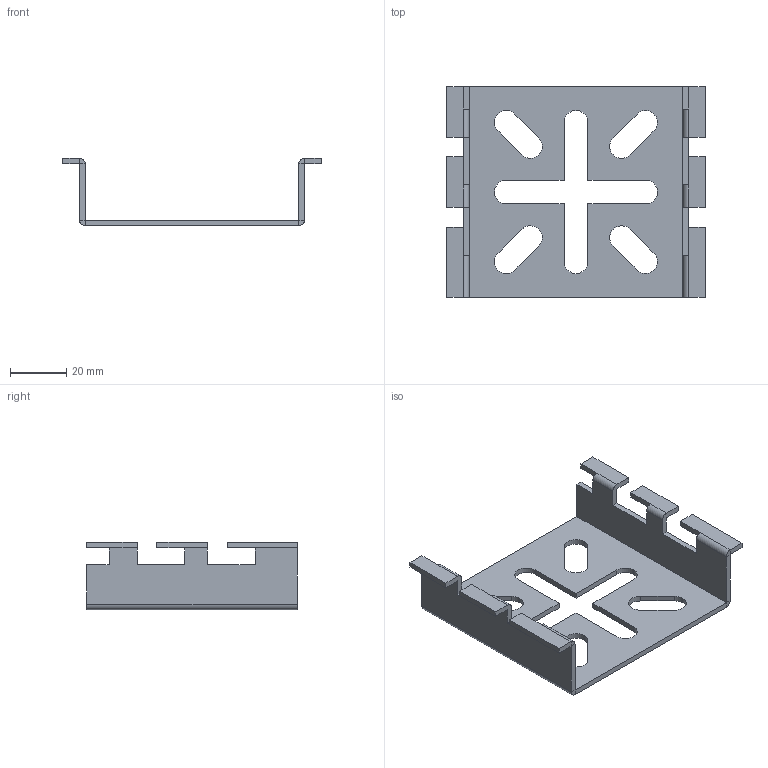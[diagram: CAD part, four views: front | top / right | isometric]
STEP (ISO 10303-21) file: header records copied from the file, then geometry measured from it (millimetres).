
FILE_DESCRIPTION (( 'STEP AP214' ), '1' );
FILE_NAME ('LC-SPB_3D.step', '2023-05-09T16:29:43', ( '' ), ( '' ), 'SwSTEP 2.0', 'SolidWorks 2022', '' );
FILE_SCHEMA (( 'AUTOMOTIVE_DESIGN' ));
Length unit declared in the file: millimetre
Products named in the file (1): LC-SPB_3D
Bounding box: 92 x 75 x 24 mm (x, y, z)
Volume: 15497.7 mm3; surface area: 17616.8 mm2
Topology: 1 solids, 1 shells, 111 faces, 283 edges, 174 vertices
Faces by surface type: plane 86, cylinder 25
Entity records: 3329 total; most frequent: CARTESIAN_POINT 569, ORIENTED_EDGE 566, DIRECTION 557, EDGE_CURVE 283, LINE 233, VECTOR 233, VERTEX_POINT 174, AXIS2_PLACEMENT_3D 162
